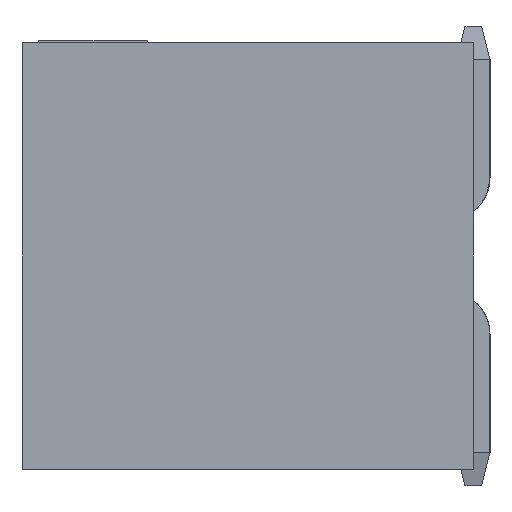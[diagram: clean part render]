
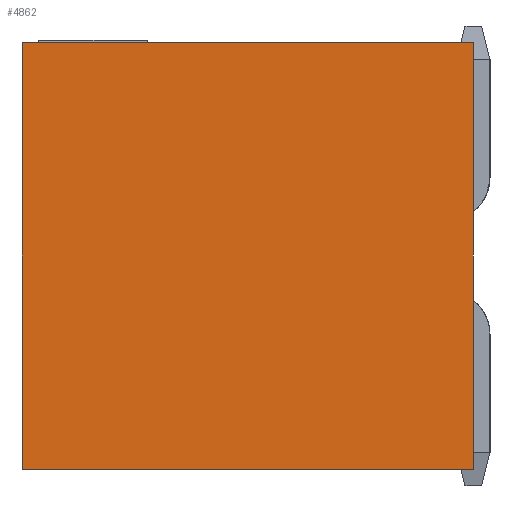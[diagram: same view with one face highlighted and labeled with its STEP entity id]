
A CAD part, left-side view. The second image highlights one B-rep face of the part: STEP entity #4862.
In plain terms, the highlighted free-form (B-spline) face has degree [1, 1] with [2, 2] control points.
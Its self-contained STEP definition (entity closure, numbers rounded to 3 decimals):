
#4862 = ADVANCED_FACE('',(#4863),#4876,.T.);
#4863 = FACE_BOUND('',#4864,.T.);
#4864 = EDGE_LOOP('',(#4865,#4887,#4902,#4917));
#4865 = ORIENTED_EDGE('',*,*,#4866,.F.);
#4866 = EDGE_CURVE('',#4867,#4869,#4871,.T.);
#4867 = VERTEX_POINT('',#4868);
#4868 = CARTESIAN_POINT('',(-7.595,5.4,2.55));
#4869 = VERTEX_POINT('',#4870);
#4870 = CARTESIAN_POINT('',(-7.595,0.,2.55));
#4871 = SURFACE_CURVE('',#4872,(#4875),.PCURVE_S1.);
#4872 = B_SPLINE_CURVE_WITH_KNOTS('',1,(#4873,#4874),.UNSPECIFIED.,.F.,
  .F.,(2,2),(0.,5.4),.PIECEWISE_BEZIER_KNOTS.);
#4873 = CARTESIAN_POINT('',(-7.595,5.4,2.55));
#4874 = CARTESIAN_POINT('',(-7.595,0.,2.55));
#4875 = PCURVE('',#4876,#4881);
#4876 = B_SPLINE_SURFACE_WITH_KNOTS('',1,1,(
    (#4877,#4878)
    ,(#4879,#4880
    )),.UNSPECIFIED.,.F.,.F.,.F.,(2,2),(2,2),(0.,5.1),(0.,5.4),
  .PIECEWISE_BEZIER_KNOTS.);
#4877 = CARTESIAN_POINT('',(-7.595,0.,-2.55));
#4878 = CARTESIAN_POINT('',(-7.595,5.4,-2.55));
#4879 = CARTESIAN_POINT('',(-7.595,0.,2.55));
#4880 = CARTESIAN_POINT('',(-7.595,5.4,2.55));
#4881 = DEFINITIONAL_REPRESENTATION('',(#4882),#4886);
#4882 = LINE('',#4883,#4884);
#4883 = CARTESIAN_POINT('',(5.1,5.4));
#4884 = VECTOR('',#4885,1.);
#4885 = DIRECTION('',(0.,-1.));
#4886 = ( GEOMETRIC_REPRESENTATION_CONTEXT(2) 
PARAMETRIC_REPRESENTATION_CONTEXT() REPRESENTATION_CONTEXT('2D SPACE',''
  ) );
#4887 = ORIENTED_EDGE('',*,*,#4888,.F.);
#4888 = EDGE_CURVE('',#4889,#4867,#4891,.T.);
#4889 = VERTEX_POINT('',#4890);
#4890 = CARTESIAN_POINT('',(-7.595,5.4,-2.55));
#4891 = SURFACE_CURVE('',#4892,(#4895),.PCURVE_S1.);
#4892 = B_SPLINE_CURVE_WITH_KNOTS('',1,(#4893,#4894),.UNSPECIFIED.,.F.,
  .F.,(2,2),(0.,5.1),.PIECEWISE_BEZIER_KNOTS.);
#4893 = CARTESIAN_POINT('',(-7.595,5.4,-2.55));
#4894 = CARTESIAN_POINT('',(-7.595,5.4,2.55));
#4895 = PCURVE('',#4876,#4896);
#4896 = DEFINITIONAL_REPRESENTATION('',(#4897),#4901);
#4897 = LINE('',#4898,#4899);
#4898 = CARTESIAN_POINT('',(0.,5.4));
#4899 = VECTOR('',#4900,1.);
#4900 = DIRECTION('',(1.,0.));
#4901 = ( GEOMETRIC_REPRESENTATION_CONTEXT(2) 
PARAMETRIC_REPRESENTATION_CONTEXT() REPRESENTATION_CONTEXT('2D SPACE',''
  ) );
#4902 = ORIENTED_EDGE('',*,*,#4903,.F.);
#4903 = EDGE_CURVE('',#4904,#4889,#4906,.T.);
#4904 = VERTEX_POINT('',#4905);
#4905 = CARTESIAN_POINT('',(-7.595,0.,-2.55));
#4906 = SURFACE_CURVE('',#4907,(#4910),.PCURVE_S1.);
#4907 = B_SPLINE_CURVE_WITH_KNOTS('',1,(#4908,#4909),.UNSPECIFIED.,.F.,
  .F.,(2,2),(0.,5.4),.PIECEWISE_BEZIER_KNOTS.);
#4908 = CARTESIAN_POINT('',(-7.595,0.,-2.55));
#4909 = CARTESIAN_POINT('',(-7.595,5.4,-2.55));
#4910 = PCURVE('',#4876,#4911);
#4911 = DEFINITIONAL_REPRESENTATION('',(#4912),#4916);
#4912 = LINE('',#4913,#4914);
#4913 = CARTESIAN_POINT('',(0.,0.));
#4914 = VECTOR('',#4915,1.);
#4915 = DIRECTION('',(0.,1.));
#4916 = ( GEOMETRIC_REPRESENTATION_CONTEXT(2) 
PARAMETRIC_REPRESENTATION_CONTEXT() REPRESENTATION_CONTEXT('2D SPACE',''
  ) );
#4917 = ORIENTED_EDGE('',*,*,#4918,.F.);
#4918 = EDGE_CURVE('',#4869,#4904,#4919,.T.);
#4919 = SURFACE_CURVE('',#4920,(#4923),.PCURVE_S1.);
#4920 = B_SPLINE_CURVE_WITH_KNOTS('',1,(#4921,#4922),.UNSPECIFIED.,.F.,
  .F.,(2,2),(0.,5.1),.PIECEWISE_BEZIER_KNOTS.);
#4921 = CARTESIAN_POINT('',(-7.595,0.,2.55));
#4922 = CARTESIAN_POINT('',(-7.595,0.,-2.55));
#4923 = PCURVE('',#4876,#4924);
#4924 = DEFINITIONAL_REPRESENTATION('',(#4925),#4929);
#4925 = LINE('',#4926,#4927);
#4926 = CARTESIAN_POINT('',(5.1,0.));
#4927 = VECTOR('',#4928,1.);
#4928 = DIRECTION('',(-1.,0.));
#4929 = ( GEOMETRIC_REPRESENTATION_CONTEXT(2) 
PARAMETRIC_REPRESENTATION_CONTEXT() REPRESENTATION_CONTEXT('2D SPACE',''
  ) );
